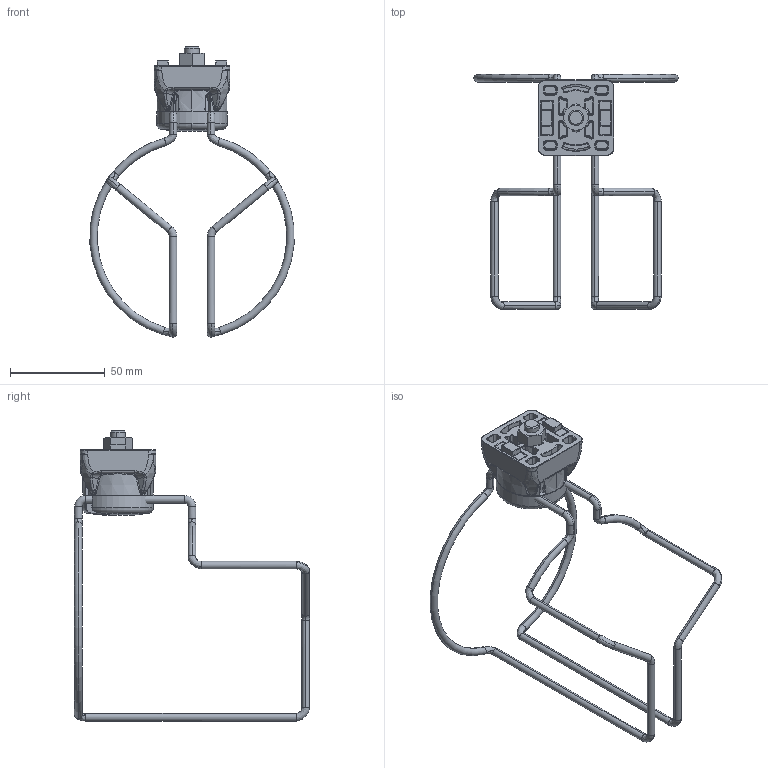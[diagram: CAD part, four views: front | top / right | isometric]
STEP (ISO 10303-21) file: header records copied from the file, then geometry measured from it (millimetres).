
FILE_DESCRIPTION (( 'STEP AP203' ), '1' );
FILE_NAME ('172500.step', '2025-08-14T18:09:40', ( '' ), ( '' ), 'SwSTEP 2.0', 'SolidWorks 2024', '' );
FILE_SCHEMA (( 'CONFIG_CONTROL_DESIGN' ));
Length unit declared in the file: millimetre
Products named in the file (1): 172500
Bounding box: 107.68 x 124 x 153.03 mm (x, y, z)
Volume: 51369.3 mm3; surface area: 32665.8 mm2
Topology: 8 solids, 8 shells, 1307 faces, 3101 edges, 1780 vertices
Faces by surface type: cylinder 324, bspline 312, plane 224, torus 220, cone 150, sphere 77
Entity records: 49874 total; most frequent: CARTESIAN_POINT 22524, ORIENTED_EDGE 6114, DIRECTION 5333, EDGE_CURVE 3057, AXIS2_PLACEMENT_3D 2258, VERTEX_POINT 1776, EDGE_LOOP 1327, ADVANCED_FACE 1307
